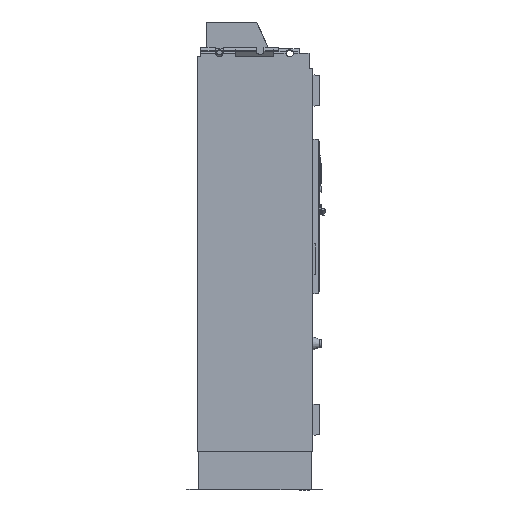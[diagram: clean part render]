
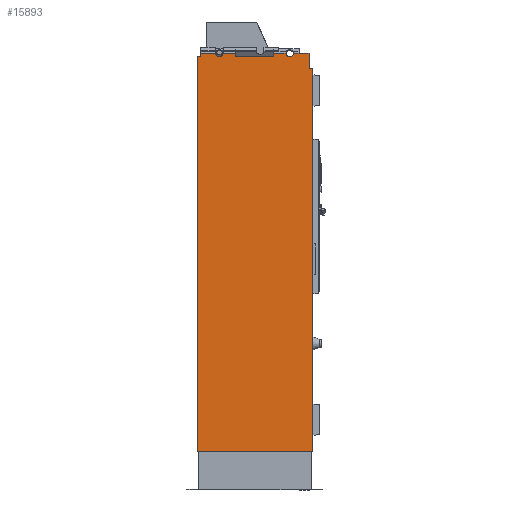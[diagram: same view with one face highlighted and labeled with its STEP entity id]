
A CAD part, left-side view. The second image highlights one B-rep face of the part: STEP entity #15893.
In plain terms, the highlighted planar face has unit normal (-1, 0, 0).
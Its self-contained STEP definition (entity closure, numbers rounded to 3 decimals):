
#13398=FACE_OUTER_BOUND('',#22247,.T.);
#15893=ADVANCED_FACE('',(#13398),#18659,.T.);
#18659=PLANE('',#66987);
#22247=EDGE_LOOP('',(#27367,#27368,#27369,#27370,#27371,#27372,#27373,#27374,
#27375,#27376,#27377,#27378,#27379,#27380,#27381,#27382,#27383,#27384,#27385));
#25674=CIRCLE('',#66908,20.);
#25678=CIRCLE('',#66918,20.);
#27367=ORIENTED_EDGE('',*,*,#47176,.F.);
#27368=ORIENTED_EDGE('',*,*,#47169,.T.);
#27369=ORIENTED_EDGE('',*,*,#47180,.F.);
#27370=ORIENTED_EDGE('',*,*,#47181,.F.);
#27371=ORIENTED_EDGE('',*,*,#47177,.F.);
#27372=ORIENTED_EDGE('',*,*,#47137,.T.);
#27373=ORIENTED_EDGE('',*,*,#47029,.T.);
#27374=ORIENTED_EDGE('',*,*,#46945,.T.);
#27375=ORIENTED_EDGE('',*,*,#47035,.T.);
#27376=ORIENTED_EDGE('',*,*,#46943,.T.);
#27377=ORIENTED_EDGE('',*,*,#47040,.T.);
#27378=ORIENTED_EDGE('',*,*,#47044,.T.);
#27379=ORIENTED_EDGE('',*,*,#47046,.T.);
#27380=ORIENTED_EDGE('',*,*,#46941,.T.);
#27381=ORIENTED_EDGE('',*,*,#47051,.T.);
#27382=ORIENTED_EDGE('',*,*,#46937,.T.);
#27383=ORIENTED_EDGE('',*,*,#47058,.T.);
#27384=ORIENTED_EDGE('',*,*,#47060,.T.);
#27385=ORIENTED_EDGE('',*,*,#47147,.T.);
#41754=VERTEX_POINT('',#91456);
#41792=VERTEX_POINT('',#91685);
#41793=VERTEX_POINT('',#91687);
#41794=VERTEX_POINT('',#91694);
#41795=VERTEX_POINT('',#91699);
#41796=VERTEX_POINT('',#91703);
#41797=VERTEX_POINT('',#91705);
#41798=VERTEX_POINT('',#91712);
#41864=VERTEX_POINT('',#92024);
#41870=VERTEX_POINT('',#92051);
#41872=VERTEX_POINT('',#92057);
#41879=VERTEX_POINT('',#92089);
#41880=VERTEX_POINT('',#92093);
#41925=VERTEX_POINT('',#92260);
#41930=VERTEX_POINT('',#92278);
#41941=VERTEX_POINT('',#92322);
#41942=VERTEX_POINT('',#92324);
#41948=VERTEX_POINT('',#92340);
#41949=VERTEX_POINT('',#92344);
#46937=EDGE_CURVE('',#41793,#41792,#54320,.T.);
#46941=EDGE_CURVE('',#41794,#41795,#54321,.T.);
#46943=EDGE_CURVE('',#41797,#41796,#54322,.T.);
#46945=EDGE_CURVE('',#41754,#41798,#54323,.T.);
#47029=EDGE_CURVE('',#41864,#41754,#54377,.T.);
#47035=EDGE_CURVE('',#41798,#41797,#25674,.T.);
#47040=EDGE_CURVE('',#41796,#41870,#54383,.T.);
#47044=EDGE_CURVE('',#41870,#41872,#54387,.T.);
#47046=EDGE_CURVE('',#41872,#41794,#54389,.T.);
#47051=EDGE_CURVE('',#41795,#41793,#25678,.T.);
#47058=EDGE_CURVE('',#41792,#41879,#54395,.T.);
#47060=EDGE_CURVE('',#41879,#41880,#54397,.T.);
#47137=EDGE_CURVE('',#41925,#41864,#54459,.T.);
#47147=EDGE_CURVE('',#41880,#41930,#54469,.T.);
#47169=EDGE_CURVE('',#41942,#41941,#54491,.T.);
#47176=EDGE_CURVE('',#41942,#41930,#54497,.T.);
#47177=EDGE_CURVE('',#41925,#41948,#54498,.T.);
#47180=EDGE_CURVE('',#41949,#41941,#54501,.T.);
#47181=EDGE_CURVE('',#41948,#41949,#54502,.T.);
#54320=LINE('',#91686,#60711);
#54321=LINE('',#91700,#60712);
#54322=LINE('',#91704,#60713);
#54323=LINE('',#91711,#60714);
#54377=LINE('',#92023,#60768);
#54383=LINE('',#92050,#60774);
#54387=LINE('',#92059,#60778);
#54389=LINE('',#92062,#60780);
#54395=LINE('',#92090,#60786);
#54397=LINE('',#92095,#60788);
#54459=LINE('',#92259,#60850);
#54469=LINE('',#92279,#60860);
#54491=LINE('',#92323,#60882);
#54497=LINE('',#92338,#60888);
#54498=LINE('',#92339,#60889);
#54501=LINE('',#92345,#60892);
#54502=LINE('',#92347,#60893);
#60711=VECTOR('',#70835,1.);
#60712=VECTOR('',#70840,1.);
#60713=VECTOR('',#70845,1.);
#60714=VECTOR('',#70848,1.);
#60768=VECTOR('',#70954,1.);
#60774=VECTOR('',#70974,1.);
#60778=VECTOR('',#70980,1.);
#60780=VECTOR('',#70984,1.);
#60786=VECTOR('',#71006,1.);
#60788=VECTOR('',#71010,1.);
#60850=VECTOR('',#71158,1.);
#60860=VECTOR('',#71176,1.);
#60882=VECTOR('',#71220,1.);
#60888=VECTOR('',#71232,1.);
#60889=VECTOR('',#71233,1.);
#60892=VECTOR('',#71238,1.);
#60893=VECTOR('',#71241,1.);
#66908=AXIS2_PLACEMENT_3D('',#92038,#70963,#70964);
#66918=AXIS2_PLACEMENT_3D('',#92074,#70993,#70994);
#66987=AXIS2_PLACEMENT_3D('',#92348,#71242,#71243);
#70835=DIRECTION('',(0.,1.,0.));
#70840=DIRECTION('',(0.,1.,0.));
#70845=DIRECTION('',(0.,1.,0.));
#70848=DIRECTION('',(0.,1.,0.));
#70954=DIRECTION('',(0.,1.,0.));
#70963=DIRECTION('',(1.,0.,0.));
#70964=DIRECTION('',(0.,0.,1.));
#70974=DIRECTION('',(0.,0.,-1.));
#70980=DIRECTION('',(0.,1.,0.));
#70984=DIRECTION('',(0.,0.,1.));
#70993=DIRECTION('',(1.,0.,0.));
#70994=DIRECTION('',(0.,0.,1.));
#71006=DIRECTION('',(0.,0.,-1.));
#71010=DIRECTION('',(0.,1.,0.));
#71158=DIRECTION('',(0.,0.,1.));
#71176=DIRECTION('',(0.,0.,-1.));
#71220=DIRECTION('',(0.,0.,-1.));
#71232=DIRECTION('',(0.,-1.,0.));
#71233=DIRECTION('',(0.,-1.,0.));
#71238=DIRECTION('',(0.,1.,0.));
#71241=DIRECTION('',(0.,0.,-1.));
#71242=DIRECTION('',(-1.,0.,0.));
#71243=DIRECTION('',(0.,0.,1.));
#91456=CARTESIAN_POINT('',(-1750.,68.,1978.988));
#91685=CARTESIAN_POINT('',(-1750.,582.5,1978.975));
#91686=CARTESIAN_POINT('',(-1750.,300.,1978.975));
#91687=CARTESIAN_POINT('',(-1750.,503.983,1978.975));
#91694=CARTESIAN_POINT('',(-1750.,400.,1978.975));
#91699=CARTESIAN_POINT('',(-1750.,464.017,1978.975));
#91700=CARTESIAN_POINT('',(-1750.,300.,1978.975));
#91703=CARTESIAN_POINT('',(-1750.,200.,1978.975));
#91704=CARTESIAN_POINT('',(-1750.,300.,1978.975));
#91705=CARTESIAN_POINT('',(-1750.,135.983,1978.975));
#91711=CARTESIAN_POINT('',(-1750.,300.,1978.975));
#91712=CARTESIAN_POINT('',(-1750.,96.017,1978.975));
#92023=CARTESIAN_POINT('',(-1750.,300.,1979.));
#92024=CARTESIAN_POINT('',(-1750.,16.,1979.));
#92038=CARTESIAN_POINT('',(-1750.,116.,1979.798));
#92050=CARTESIAN_POINT('',(-1750.,200.,1932.5));
#92051=CARTESIAN_POINT('',(-1750.,200.,1959.5));
#92057=CARTESIAN_POINT('',(-1750.,400.,1959.5));
#92059=CARTESIAN_POINT('',(-1750.,300.,1959.5));
#92062=CARTESIAN_POINT('',(-1750.,400.,1932.5));
#92074=CARTESIAN_POINT('',(-1750.,484.,1979.798));
#92089=CARTESIAN_POINT('',(-1750.,582.5,1962.5));
#92090=CARTESIAN_POINT('',(-1750.,582.5,1932.5));
#92093=CARTESIAN_POINT('',(-1750.,598.498,1962.5));
#92095=CARTESIAN_POINT('',(-1750.,300.,1962.5));
#92259=CARTESIAN_POINT('',(-1750.,16.,1932.5));
#92260=CARTESIAN_POINT('',(-1750.,16.,1899.5));
#92278=CARTESIAN_POINT('',(-1750.,598.498,1899.5));
#92279=CARTESIAN_POINT('',(-1750.,598.498,1932.5));
#92322=CARTESIAN_POINT('',(-1750.,600.,-100.));
#92323=CARTESIAN_POINT('',(-1750.,600.,1932.5));
#92324=CARTESIAN_POINT('',(-1750.,600.,1899.5));
#92338=CARTESIAN_POINT('',(-1750.,600.,1899.5));
#92339=CARTESIAN_POINT('',(-1750.,600.,1899.5));
#92340=CARTESIAN_POINT('',(-1750.,0.,1899.5));
#92344=CARTESIAN_POINT('',(-1750.,0.,-100.));
#92345=CARTESIAN_POINT('',(-1750.,600.,-100.));
#92347=CARTESIAN_POINT('',(-1750.,0.,0.));
#92348=CARTESIAN_POINT('',(-1750.,300.,1932.5));
